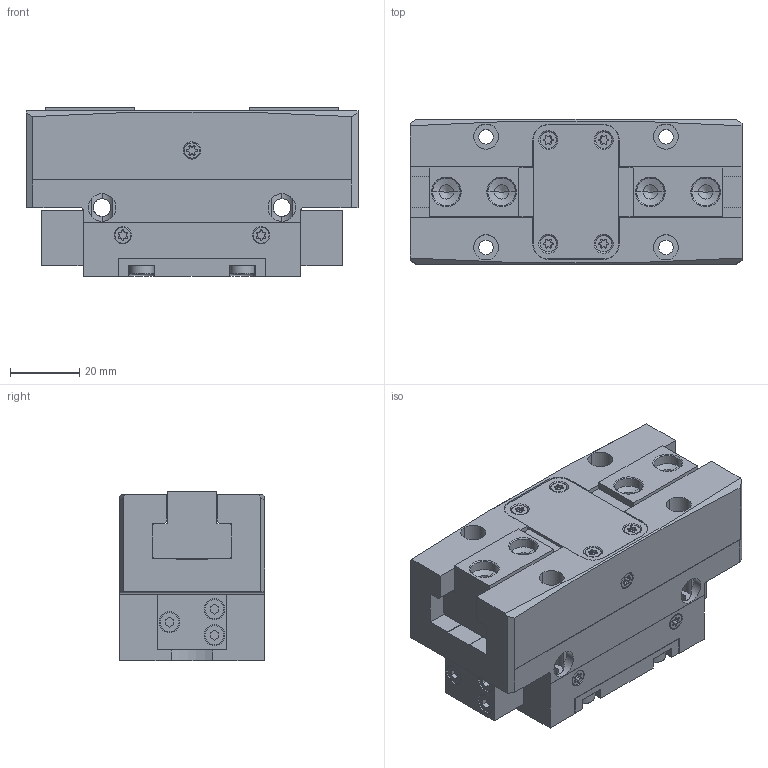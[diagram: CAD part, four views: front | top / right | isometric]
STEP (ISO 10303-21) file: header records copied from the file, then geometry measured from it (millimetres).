
FILE_DESCRIPTION (( 'STEP AP203' ), '1' );
FILE_NAME ('BaseGripper.STEP', '2023-03-01T00:33:59', ( '' ), ( '' ), 'SwSTEP 2.0', 'SolidWorks 2022', '' );
FILE_SCHEMA (( 'CONFIG_CONTROL_DESIGN' ));
Length unit declared in the file: millimetre
Products named in the file (8): FGR_AL_1_JGP_P_80_JGP_P_80_11Aluminium22639_5246017_500000000000014512000_26; FGR_AL_1_JGP_P_80_JGP_P_80_11Aluminium22639_5246017_500000000000014512000_19; FGR_AL_1_JGP_P_80_JGP_P_80_11Aluminium22639_5246017_500000000000014512000_22; FGR_AL_1_JGP_P_80_JGP_P_80_11Aluminium22639_5246017_500000000000014512000_24; BaseGripper; FGR_AL_1_JGP_P_80_JGP_P_80_11Aluminium22639_5246017_500000000000014512000_28; FGR_AL_1_JGP_P_80_JGP_P_80_11Aluminium22639_5246017_500000000000014512000_30; FGR_AL_1_JGP_P_80_JGP_P_80_11Aluminium22639_5246017_500000000000014512000_16
Assembly tree (9 placements, depth 2):
  BaseGripper
    FGR_AL_1_JGP_P_80_JGP_P_80_11Aluminium22639_5246017_500000000000014512000_16  x2
    FGR_AL_1_JGP_P_80_JGP_P_80_11Aluminium22639_5246017_500000000000014512000_19  x2
    FGR_AL_1_JGP_P_80_JGP_P_80_11Aluminium22639_5246017_500000000000014512000_22
    FGR_AL_1_JGP_P_80_JGP_P_80_11Aluminium22639_5246017_500000000000014512000_24
    FGR_AL_1_JGP_P_80_JGP_P_80_11Aluminium22639_5246017_500000000000014512000_26
    FGR_AL_1_JGP_P_80_JGP_P_80_11Aluminium22639_5246017_500000000000014512000_28
    FGR_AL_1_JGP_P_80_JGP_P_80_11Aluminium22639_5246017_500000000000014512000_30
Bounding box: 96 x 42 x 49 mm (x, y, z)
Volume: 149916.6 mm3; surface area: 51599.5 mm2
Topology: 9 solids, 9 shells, 962 faces, 2479 edges, 1599 vertices
Faces by surface type: plane 514, cylinder 336, cone 100, torus 8, sphere 4
Entity records: 27920 total; most frequent: CARTESIAN_POINT 5081, DIRECTION 4690, ORIENTED_EDGE 4486, EDGE_CURVE 2243, AXIS2_PLACEMENT_3D 1590, VECTOR 1510, LINE 1510, VERTEX_POINT 1465
